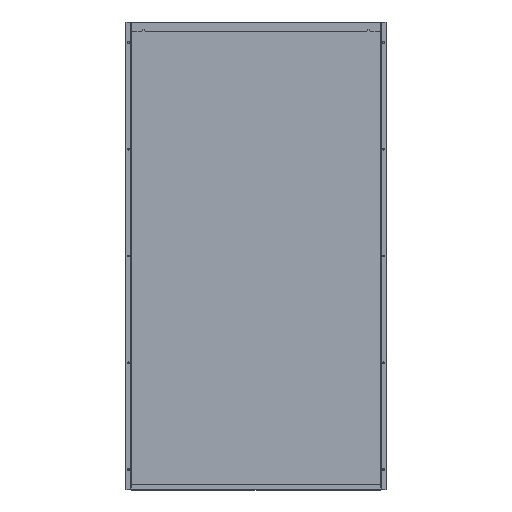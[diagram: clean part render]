
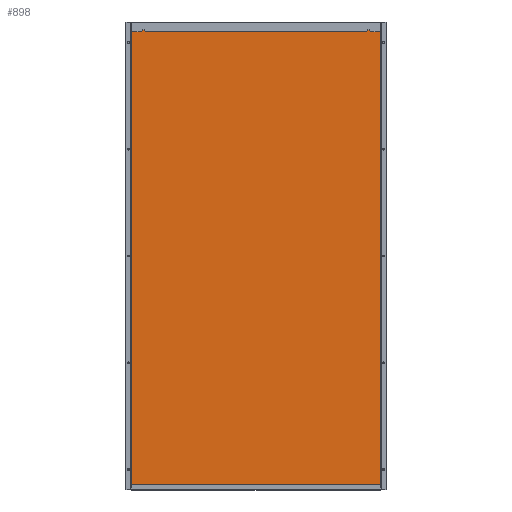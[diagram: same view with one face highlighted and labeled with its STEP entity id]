
A CAD part, top view. The second image highlights one B-rep face of the part: STEP entity #898.
In plain terms, the highlighted planar face has unit normal (0, 0, 1).
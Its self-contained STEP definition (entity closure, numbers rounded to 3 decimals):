
#898=ADVANCED_FACE('',(#1625),#1626,.T.);
#1625=FACE_OUTER_BOUND('',#2292,.T.);
#1626=PLANE('',#2293);
#2292=EDGE_LOOP('',(#3959,#3960,#3961,#3962));
#2293=AXIS2_PLACEMENT_3D('',#3963,#3964,#3965);
#3959=ORIENTED_EDGE('',*,*,#4663,.T.);
#3960=ORIENTED_EDGE('',*,*,#4599,.T.);
#3961=ORIENTED_EDGE('',*,*,#4637,.F.);
#3962=ORIENTED_EDGE('',*,*,#4548,.T.);
#3963=CARTESIAN_POINT('',(548.5,0.0,1.5));
#3964=DIRECTION('',(0.0,0.0,1.0));
#3965=DIRECTION('',(1.0,0.0,0.0));
#4548=EDGE_CURVE('',#5425,#5407,#5426,.T.);
#4599=EDGE_CURVE('',#5366,#5439,#5498,.T.);
#4637=EDGE_CURVE('',#5425,#5439,#5544,.T.);
#4663=EDGE_CURVE('',#5407,#5366,#5586,.T.);
#5366=VERTEX_POINT('',#6448);
#5407=VERTEX_POINT('',#6502);
#5425=VERTEX_POINT('',#6526);
#5426=LINE('',#6527,#6528);
#5439=VERTEX_POINT('',#6546);
#5498=LINE('',#6628,#6629);
#5544=LINE('',#6692,#6693);
#5586=LINE('',#6751,#6752);
#6448=CARTESIAN_POINT('',(1071.5,1969.5,1.5));
#6502=CARTESIAN_POINT('',(1071.5,3.5,1.5));
#6526=CARTESIAN_POINT('',(25.5,3.5,1.5));
#6527=CARTESIAN_POINT('',(548.5,3.5,1.5));
#6528=VECTOR('',#7512,1.0);
#6546=CARTESIAN_POINT('',(25.5,1969.5,1.5));
#6628=CARTESIAN_POINT('',(548.5,1969.5,1.5));
#6629=VECTOR('',#7568,1.0);
#6692=CARTESIAN_POINT('',(25.5,0.0,1.5));
#6693=VECTOR('',#7598,1.0);
#6751=CARTESIAN_POINT('',(1071.5,0.0,1.5));
#6752=VECTOR('',#7627,1.0);
#7512=DIRECTION('',(1.0,0.0,0.0));
#7568=DIRECTION('',(-1.0,0.0,0.0));
#7598=DIRECTION('',(0.0,1.0,0.0));
#7627=DIRECTION('',(0.0,1.0,0.0));
